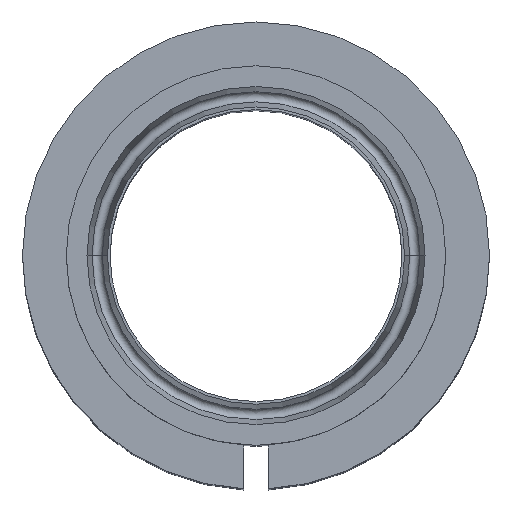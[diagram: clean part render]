
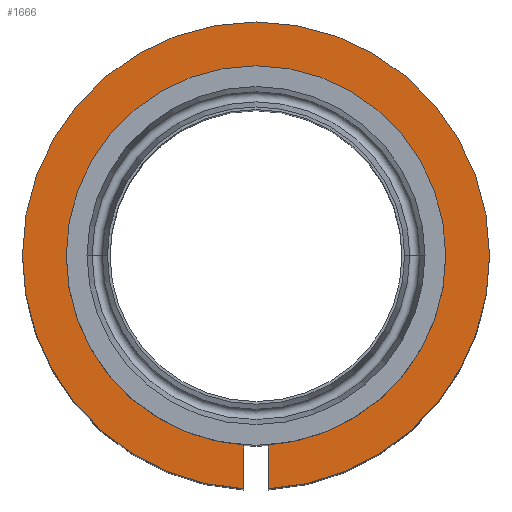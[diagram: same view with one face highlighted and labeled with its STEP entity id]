
A CAD part, top view. The second image highlights one B-rep face of the part: STEP entity #1666.
In plain terms, the highlighted planar face has unit normal (0, 0, 1).
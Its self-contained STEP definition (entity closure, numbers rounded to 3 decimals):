
#1 = CARTESIAN_POINT ( 'NONE',  ( 0., 0., 0. ) ) ;
#3 = DIRECTION ( 'NONE',  ( 0., 0., 1. ) ) ;
#4 = DIRECTION ( 'NONE',  ( 1., 0., 0. ) ) ;
#6 = DIRECTION ( 'NONE',  ( 0., 1., 0. ) ) ;
#7 = CARTESIAN_POINT ( 'NONE',  ( -1.048, 0., 0. ) ) ;
#19 = AXIS2_PLACEMENT_3D ( 'NONE', #264, #265, #267 ) ;
#23 = AXIS2_PLACEMENT_3D ( 'NONE', #1, #3, #4 ) ;
#27 = AXIS2_PLACEMENT_3D ( 'NONE', #441, #453, #454 ) ;
#29 = AXIS2_PLACEMENT_3D ( 'NONE', #186, #196, #197 ) ;
#50 = AXIS2_PLACEMENT_3D ( 'NONE', #483, #488, #489 ) ;
#53 = AXIS2_PLACEMENT_3D ( 'NONE', #494, #499, #500 ) ;
#157 = AXIS2_PLACEMENT_3D ( 'NONE', #1473, #1518, #1519 ) ;
#183 = ORIENTED_EDGE ( 'NONE', *, *, #741, .F. ) ;
#186 = CARTESIAN_POINT ( 'NONE',  ( 0., 0., 0. ) ) ;
#187 = DIRECTION ( 'NONE',  ( 0., -1., 0. ) ) ;
#189 = ORIENTED_EDGE ( 'NONE', *, *, #731, .F. ) ;
#190 = ORIENTED_EDGE ( 'NONE', *, *, #786, .T. ) ;
#192 = PLANE ( 'NONE',  #157 ) ;
#193 = ORIENTED_EDGE ( 'NONE', *, *, #742, .T. ) ;
#194 = ORIENTED_EDGE ( 'NONE', *, *, #790, .T. ) ;
#196 = DIRECTION ( 'NONE',  ( 0., 0., 1. ) ) ;
#197 = DIRECTION ( 'NONE',  ( 1., 0., 0. ) ) ;
#264 = CARTESIAN_POINT ( 'NONE',  ( 0., 0., 0. ) ) ;
#265 = DIRECTION ( 'NONE',  ( 0., 0., 1. ) ) ;
#267 = DIRECTION ( 'NONE',  ( 1., 0., 0. ) ) ;
#271 = CARTESIAN_POINT ( 'NONE',  ( 1.048, 0., 0. ) ) ;
#361 = CARTESIAN_POINT ( 'NONE',  ( 1.048, -16.216, 0. ) ) ;
#377 = VERTEX_POINT ( 'NONE', #361 ) ;
#441 = CARTESIAN_POINT ( 'NONE',  ( 0., 0., 0. ) ) ;
#453 = DIRECTION ( 'NONE',  ( 0., 0., 1. ) ) ;
#454 = DIRECTION ( 'NONE',  ( 1., 0., 0. ) ) ;
#483 = CARTESIAN_POINT ( 'NONE',  ( 0., 0., 0. ) ) ;
#488 = DIRECTION ( 'NONE',  ( 0., 0., 1. ) ) ;
#489 = DIRECTION ( 'NONE',  ( 1., 0., 0. ) ) ;
#494 = CARTESIAN_POINT ( 'NONE',  ( 0., 0., 0. ) ) ;
#499 = DIRECTION ( 'NONE',  ( 0., 0., 1. ) ) ;
#500 = DIRECTION ( 'NONE',  ( 1., 0., 0. ) ) ;
#731 = EDGE_CURVE ( 'NONE', #1712, #1704, #1378, .T. ) ;
#737 = EDGE_CURVE ( 'NONE', #1730, #377, #1384, .T. ) ;
#738 = EDGE_CURVE ( 'NONE', #377, #1694, #1388, .T. ) ;
#741 = EDGE_CURVE ( 'NONE', #1704, #1687, #1390, .T. ) ;
#742 = EDGE_CURVE ( 'NONE', #1730, #1716, #1393, .T. ) ;
#772 = EDGE_CURVE ( 'NONE', #1694, #1712, #844, .T. ) ;
#786 = EDGE_CURVE ( 'NONE', #1700, #1687, #863, .T. ) ;
#790 = EDGE_CURVE ( 'NONE', #1716, #1700, #869, .T. ) ;
#844 = CIRCLE ( 'NONE', #27, 16.25 ) ;
#863 = CIRCLE ( 'NONE', #50, 20. ) ;
#869 = CIRCLE ( 'NONE', #53, 20. ) ;
#1038 = FACE_OUTER_BOUND ( 'NONE', #1299, .T. ) ;
#1122 = ORIENTED_EDGE ( 'NONE', *, *, #772, .F. ) ;
#1123 = ORIENTED_EDGE ( 'NONE', *, *, #738, .F. ) ;
#1124 = ORIENTED_EDGE ( 'NONE', *, *, #737, .F. ) ;
#1299 = EDGE_LOOP ( 'NONE', ( #193, #194, #190, #183, #189, #1122, #1123, #1124 ) ) ;
#1374 = VECTOR ( 'NONE', #6, 1000. ) ;
#1375 = VECTOR ( 'NONE', #187, 1000. ) ;
#1378 = CIRCLE ( 'NONE', #19, 16.25 ) ;
#1384 = LINE ( 'NONE', #271, #1374 ) ;
#1388 = CIRCLE ( 'NONE', #23, 16.25 ) ;
#1390 = LINE ( 'NONE', #7, #1375 ) ;
#1393 = CIRCLE ( 'NONE', #29, 20. ) ;
#1473 = CARTESIAN_POINT ( 'NONE',  ( 0., 20., 0. ) ) ;
#1518 = DIRECTION ( 'NONE',  ( 0., 0., -1. ) ) ;
#1519 = DIRECTION ( 'NONE',  ( -1., 0., 0. ) ) ;
#1583 = CARTESIAN_POINT ( 'NONE',  ( -1.048, -19.973, 0. ) ) ;
#1589 = CARTESIAN_POINT ( 'NONE',  ( 16.25, 0., 0. ) ) ;
#1595 = CARTESIAN_POINT ( 'NONE',  ( -20., 0., 0. ) ) ;
#1599 = CARTESIAN_POINT ( 'NONE',  ( -1.048, -16.216, 0. ) ) ;
#1607 = CARTESIAN_POINT ( 'NONE',  ( -16.25, 0., 0. ) ) ;
#1611 = CARTESIAN_POINT ( 'NONE',  ( 20., 0., 0. ) ) ;
#1625 = CARTESIAN_POINT ( 'NONE',  ( 1.048, -19.973, 0. ) ) ;
#1666 = ADVANCED_FACE ( 'NONE', ( #1038 ), #192, .F. ) ;
#1687 = VERTEX_POINT ( 'NONE', #1583 ) ;
#1694 = VERTEX_POINT ( 'NONE', #1589 ) ;
#1700 = VERTEX_POINT ( 'NONE', #1595 ) ;
#1704 = VERTEX_POINT ( 'NONE', #1599 ) ;
#1712 = VERTEX_POINT ( 'NONE', #1607 ) ;
#1716 = VERTEX_POINT ( 'NONE', #1611 ) ;
#1730 = VERTEX_POINT ( 'NONE', #1625 ) ;
